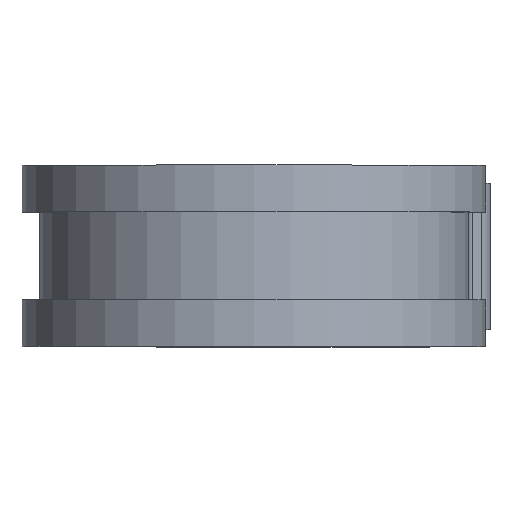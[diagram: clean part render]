
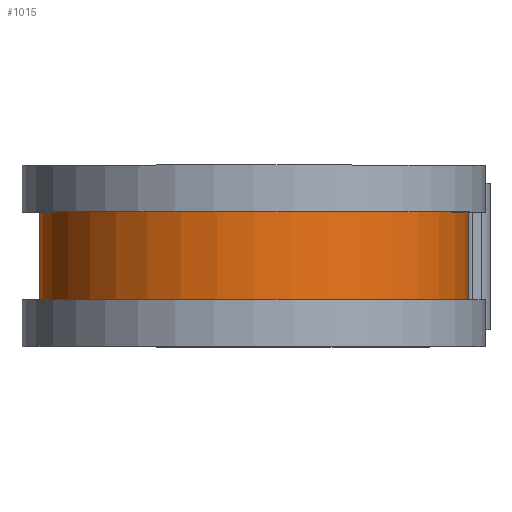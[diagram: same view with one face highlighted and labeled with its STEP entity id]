
A CAD part, top view. The second image highlights one B-rep face of the part: STEP entity #1015.
In plain terms, the highlighted cylindrical face has radius 18.618 mm (diameter 37.236 mm), a partial arc.
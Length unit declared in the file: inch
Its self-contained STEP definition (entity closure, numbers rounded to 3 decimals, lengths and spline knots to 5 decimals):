
#80 = DIRECTION ( 'NONE',  ( 0., 0., -1. ) ) ;
#150 = VERTEX_POINT ( 'NONE', #1022 ) ;
#173 = EDGE_CURVE ( 'NONE', #1095, #150, #457, .T. ) ;
#200 = FACE_OUTER_BOUND ( 'NONE', #1599, .T. ) ;
#231 = VECTOR ( 'NONE', #1227, 39.37008 ) ;
#251 = CARTESIAN_POINT ( 'NONE',  ( 0., 0.15, 0. ) ) ;
#348 = VECTOR ( 'NONE', #1530, 39.37008 ) ;
#392 = DIRECTION ( 'NONE',  ( 0., 0., -1. ) ) ;
#395 = LINE ( 'NONE', #1522, #348 ) ;
#409 = ORIENTED_EDGE ( 'NONE', *, *, #1122, .F. ) ;
#457 = CIRCLE ( 'NONE', #534, 0.733 ) ;
#459 = VERTEX_POINT ( 'NONE', #945 ) ;
#534 = AXIS2_PLACEMENT_3D ( 'NONE', #1702, #895, #80 ) ;
#573 = DIRECTION ( 'NONE',  ( 0., 0., -1. ) ) ;
#581 = VERTEX_POINT ( 'NONE', #1247 ) ;
#669 = ORIENTED_EDGE ( 'NONE', *, *, #173, .F. ) ;
#847 = CYLINDRICAL_SURFACE ( 'NONE', #1312, 0.733 ) ;
#869 = EDGE_CURVE ( 'NONE', #459, #150, #1273, .T. ) ;
#895 = DIRECTION ( 'NONE',  ( 0., -1., 0. ) ) ;
#944 = AXIS2_PLACEMENT_3D ( 'NONE', #251, #1207, #392 ) ;
#945 = CARTESIAN_POINT ( 'NONE',  ( 0., 0.15, -0.733 ) ) ;
#982 = CARTESIAN_POINT ( 'NONE',  ( 0.733, -0.15, 0. ) ) ;
#1015 = ADVANCED_FACE ( 'NONE', ( #200 ), #847, .T. ) ;
#1022 = CARTESIAN_POINT ( 'NONE',  ( 0., -0.15, -0.733 ) ) ;
#1089 = CARTESIAN_POINT ( 'NONE',  ( 0., 0.25, -0.733 ) ) ;
#1095 = VERTEX_POINT ( 'NONE', #982 ) ;
#1122 = EDGE_CURVE ( 'NONE', #581, #1095, #395, .T. ) ;
#1154 = ORIENTED_EDGE ( 'NONE', *, *, #1477, .T. ) ;
#1207 = DIRECTION ( 'NONE',  ( 0., -1., 0. ) ) ;
#1212 = ORIENTED_EDGE ( 'NONE', *, *, #869, .T. ) ;
#1227 = DIRECTION ( 'NONE',  ( 0., -1., 0. ) ) ;
#1247 = CARTESIAN_POINT ( 'NONE',  ( 0.733, 0.15, 0. ) ) ;
#1273 = LINE ( 'NONE', #1089, #231 ) ;
#1312 = AXIS2_PLACEMENT_3D ( 'NONE', #1511, #1651, #573 ) ;
#1477 = EDGE_CURVE ( 'NONE', #581, #459, #1667, .T. ) ;
#1511 = CARTESIAN_POINT ( 'NONE',  ( 0., 0.25, 0. ) ) ;
#1522 = CARTESIAN_POINT ( 'NONE',  ( 0.733, 0.25, 0. ) ) ;
#1530 = DIRECTION ( 'NONE',  ( 0., -1., 0. ) ) ;
#1599 = EDGE_LOOP ( 'NONE', ( #409, #1154, #1212, #669 ) ) ;
#1651 = DIRECTION ( 'NONE',  ( 0., -1., 0. ) ) ;
#1667 = CIRCLE ( 'NONE', #944, 0.733 ) ;
#1702 = CARTESIAN_POINT ( 'NONE',  ( 0., -0.15, 0. ) ) ;
